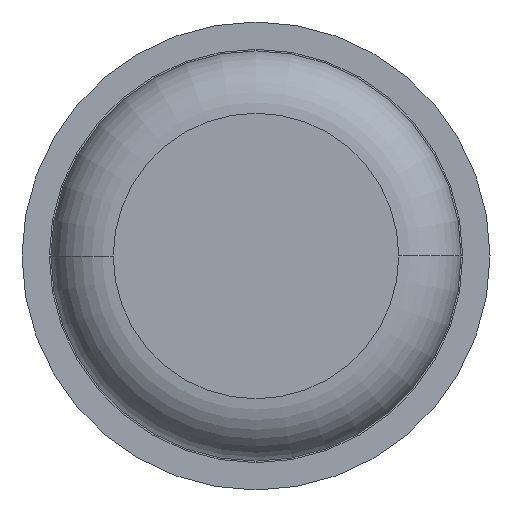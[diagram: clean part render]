
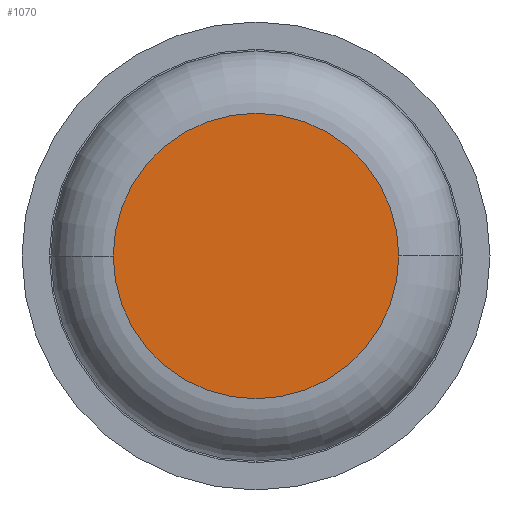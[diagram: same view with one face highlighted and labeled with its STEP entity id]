
A CAD part, front view. The second image highlights one B-rep face of the part: STEP entity #1070.
In plain terms, the highlighted planar face has unit normal (0, -1, 0).
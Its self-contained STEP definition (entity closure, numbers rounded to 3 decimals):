
#253 = ORIENTED_EDGE ( 'NONE', *, *, #4313, .T. ) ;
#788 = PLANE ( 'NONE',  #1988 ) ;
#843 = CARTESIAN_POINT ( 'NONE',  ( 0.915, 0., 0. ) ) ;
#1070 = ADVANCED_FACE ( 'Defeature ausgef�hrt1_6', ( #1702 ), #788, .F. ) ;
#1461 = DIRECTION ( 'NONE',  ( 0., -1., 0. ) ) ;
#1702 = FACE_OUTER_BOUND ( 'NONE', #2959, .T. ) ;
#1789 = CARTESIAN_POINT ( 'NONE',  ( -0.915, 0., 0. ) ) ;
#1988 = AXIS2_PLACEMENT_3D ( 'NONE', #2168, #2126, #2512 ) ;
#2126 = DIRECTION ( 'NONE',  ( 0., 1., 0. ) ) ;
#2168 = CARTESIAN_POINT ( 'NONE',  ( 0., 0., 0. ) ) ;
#2256 = EDGE_CURVE ( 'Defeature ausgef�hrt1_6+Defeature ausgef�hrt1_7+Defeature ausgef�hrt1_7+Defeature ausgef�hrt1_7', #2762, #3070, #2486, .T. ) ;
#2472 = CARTESIAN_POINT ( 'NONE',  ( 0., 0., 0. ) ) ;
#2486 = CIRCLE ( 'NONE', #3895, 0.915 ) ;
#2497 = DIRECTION ( 'NONE',  ( -1., 0., 0. ) ) ;
#2512 = DIRECTION ( 'NONE',  ( -1., 0., 0. ) ) ;
#2762 = VERTEX_POINT ( 'NONE', #843 ) ;
#2956 = ORIENTED_EDGE ( 'NONE', *, *, #2256, .T. ) ;
#2959 = EDGE_LOOP ( 'NONE', ( #253, #2956 ) ) ;
#3070 = VERTEX_POINT ( 'NONE', #1789 ) ;
#3215 = DIRECTION ( 'NONE',  ( 0., -1., 0. ) ) ;
#3687 = CIRCLE ( 'NONE', #3933, 0.915 ) ;
#3895 = AXIS2_PLACEMENT_3D ( 'NONE', #2472, #1461, #2497 ) ;
#3933 = AXIS2_PLACEMENT_3D ( 'NONE', #4229, #3215, #4217 ) ;
#4217 = DIRECTION ( 'NONE',  ( -1., 0., 0. ) ) ;
#4229 = CARTESIAN_POINT ( 'NONE',  ( 0., 0., 0. ) ) ;
#4313 = EDGE_CURVE ( 'Defeature ausgef�hrt1_6+Defeature ausgef�hrt1_7+Defeature ausgef�hrt1_7+Defeature ausgef�hrt1_7', #3070, #2762, #3687, .T. ) ;
